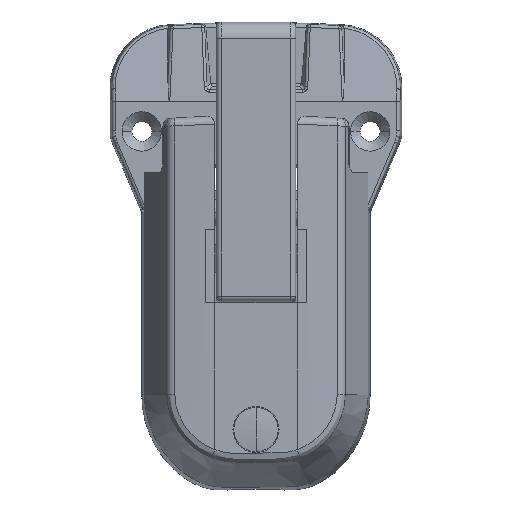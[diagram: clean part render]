
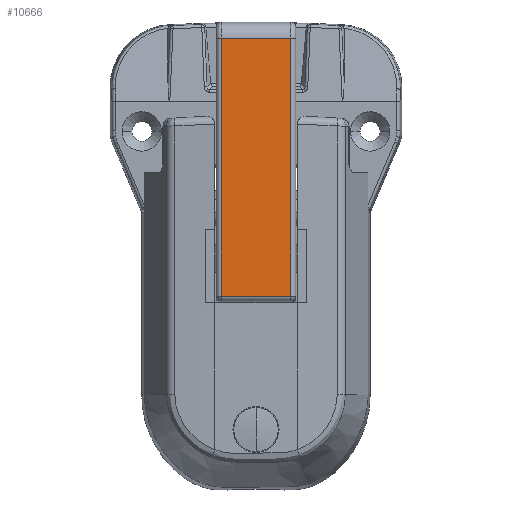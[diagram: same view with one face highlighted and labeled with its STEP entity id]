
A CAD part, top view. The second image highlights one B-rep face of the part: STEP entity #10666.
In plain terms, the highlighted planar face has unit normal (0, 0, 1).
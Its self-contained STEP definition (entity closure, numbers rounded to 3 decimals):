
#39 = CARTESIAN_POINT ( 'NONE',  ( 11., 54.854, 9. ) ) ;
#206 = LINE ( 'NONE', #5093, #9790 ) ;
#683 = CARTESIAN_POINT ( 'NONE',  ( 11., -26.458, 9. ) ) ;
#919 = FACE_OUTER_BOUND ( 'NONE', #9813, .T. ) ;
#1545 = EDGE_CURVE ( 'NONE', #4759, #14500, #206, .T. ) ;
#1859 = VERTEX_POINT ( 'NONE', #3085 ) ;
#1955 = AXIS2_PLACEMENT_3D ( 'NONE', #13206, #9359, #2588 ) ;
#2121 = CARTESIAN_POINT ( 'NONE',  ( 12.5, 54.854, 9. ) ) ;
#2588 = DIRECTION ( 'NONE',  ( -1., 0., 0. ) ) ;
#2986 = ORIENTED_EDGE ( 'NONE', *, *, #11442, .T. ) ;
#3085 = CARTESIAN_POINT ( 'NONE',  ( 11., 54.854, 9. ) ) ;
#3131 = CARTESIAN_POINT ( 'NONE',  ( 12.5, -26.458, 9. ) ) ;
#3575 = ORIENTED_EDGE ( 'NONE', *, *, #1545, .T. ) ;
#3965 = DIRECTION ( 'NONE',  ( 0., 1., 0. ) ) ;
#4447 = VECTOR ( 'NONE', #15068, 1000. ) ;
#4618 = VERTEX_POINT ( 'NONE', #683 ) ;
#4759 = VERTEX_POINT ( 'NONE', #14006 ) ;
#5093 = CARTESIAN_POINT ( 'NONE',  ( -11., -27.568, 9. ) ) ;
#6428 = PLANE ( 'NONE',  #1955 ) ;
#7551 = LINE ( 'NONE', #2121, #9444 ) ;
#8784 = LINE ( 'NONE', #39, #10863 ) ;
#8830 = DIRECTION ( 'NONE',  ( -1., 0., 0. ) ) ;
#9359 = DIRECTION ( 'NONE',  ( 0., 0., -1. ) ) ;
#9444 = VECTOR ( 'NONE', #8830, 1000. ) ;
#9491 = CARTESIAN_POINT ( 'NONE',  ( -11., -26.458, 9. ) ) ;
#9790 = VECTOR ( 'NONE', #11653, 1000. ) ;
#9813 = EDGE_LOOP ( 'NONE', ( #2986, #16886, #13312, #3575 ) ) ;
#10666 = ADVANCED_FACE ( 'NONE', ( #919 ), #6428, .F. ) ;
#10863 = VECTOR ( 'NONE', #3965, 1000. ) ;
#11442 = EDGE_CURVE ( 'NONE', #14500, #4618, #16083, .T. ) ;
#11653 = DIRECTION ( 'NONE',  ( 0., -1., 0. ) ) ;
#12248 = EDGE_CURVE ( 'NONE', #1859, #4759, #7551, .T. ) ;
#12441 = EDGE_CURVE ( 'NONE', #4618, #1859, #8784, .T. ) ;
#13206 = CARTESIAN_POINT ( 'NONE',  ( 12.5, -27.568, 9. ) ) ;
#13312 = ORIENTED_EDGE ( 'NONE', *, *, #12248, .T. ) ;
#14006 = CARTESIAN_POINT ( 'NONE',  ( -11., 54.854, 9. ) ) ;
#14500 = VERTEX_POINT ( 'NONE', #9491 ) ;
#15068 = DIRECTION ( 'NONE',  ( 1., 0., 0. ) ) ;
#16083 = LINE ( 'NONE', #3131, #4447 ) ;
#16886 = ORIENTED_EDGE ( 'NONE', *, *, #12441, .T. ) ;
